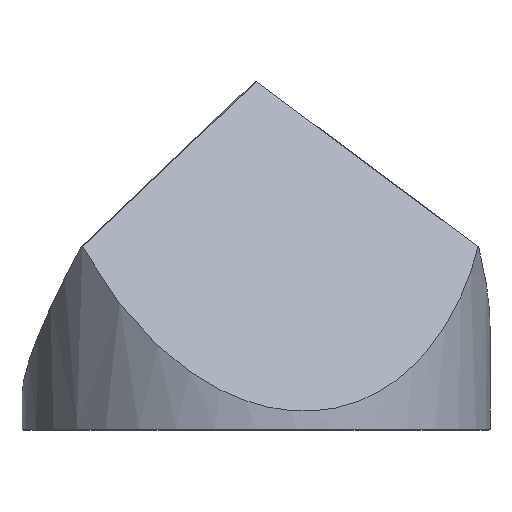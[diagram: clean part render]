
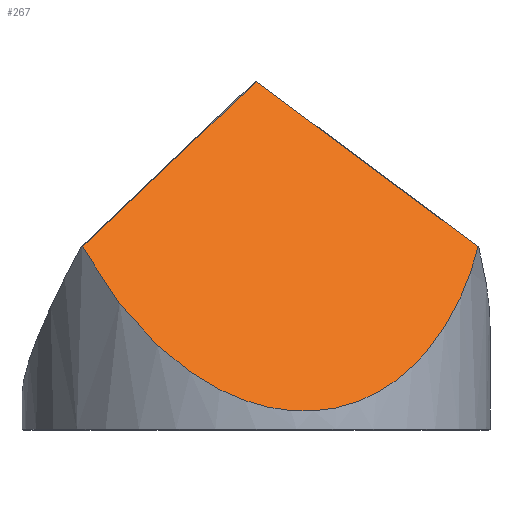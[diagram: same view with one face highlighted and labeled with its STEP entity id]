
A CAD part, front view. The second image highlights one B-rep face of the part: STEP entity #267.
In plain terms, the highlighted planar face has unit normal (0.168, -0.799, 0.577).
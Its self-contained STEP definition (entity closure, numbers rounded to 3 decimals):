
#5 = CARTESIAN_POINT ( 'NONE',  ( -14.132, -12.775, 14.913 ) ) ;
#19 = CARTESIAN_POINT ( 'NONE',  ( 2.767, -13.133, 9.49 ) ) ;
#21 = EDGE_CURVE ( 'NONE', #120, #171, #290, .T. ) ;
#34 = EDGE_CURVE ( 'NONE', #171, #289, #72, .T. ) ;
#54 = DIRECTION ( 'NONE',  ( 0.168, -0.799, 0.577 ) ) ;
#63 = DIRECTION ( 'NONE',  ( -0.776, 0.254, 0.577 ) ) ;
#72 =( BOUNDED_CURVE ( )  B_SPLINE_CURVE ( 3, ( #5, #223, #250, #281 ),
 .UNSPECIFIED., .F., .F. ) 
 B_SPLINE_CURVE_WITH_KNOTS ( ( 4, 4 ),
 ( 5.24, 7.327 ),
 .UNSPECIFIED. ) 
 CURVE ( )  GEOMETRIC_REPRESENTATION_ITEM ( )  RATIONAL_B_SPLINE_CURVE ( ( 1., 0.669, 0.669, 1. ) ) 
 REPRESENTATION_ITEM ( '' )  );
#82 = DIRECTION ( 'NONE',  ( 0., -0.586, -0.811 ) ) ;
#119 = CARTESIAN_POINT ( 'NONE',  ( 18.085, -5.986, 14.913 ) ) ;
#120 = VERTEX_POINT ( 'NONE', #155 ) ;
#123 = ORIENTED_EDGE ( 'NONE', *, *, #347, .T. ) ;
#155 = CARTESIAN_POINT ( 'NONE',  ( 0.017, -0.08, 28.355 ) ) ;
#171 = VERTEX_POINT ( 'NONE', #352 ) ;
#172 = CARTESIAN_POINT ( 'NONE',  ( 12.696, -4.224, 18.923 ) ) ;
#175 = EDGE_LOOP ( 'NONE', ( #123, #344, #205 ) ) ;
#205 = ORIENTED_EDGE ( 'NONE', *, *, #34, .T. ) ;
#207 = CARTESIAN_POINT ( 'NONE',  ( -9.912, -8.988, 18.923 ) ) ;
#211 = VECTOR ( 'NONE', #63, 1000. ) ;
#222 = DIRECTION ( 'NONE',  ( -0.608, -0.545, -0.577 ) ) ;
#223 = CARTESIAN_POINT ( 'NONE',  ( -3.128, -24.948, -5.141 ) ) ;
#250 = CARTESIAN_POINT ( 'NONE',  ( 12.929, -21.564, -5.141 ) ) ;
#258 = AXIS2_PLACEMENT_3D ( 'NONE', #19, #54, #82 ) ;
#267 = ADVANCED_FACE ( 'NONE', ( #328 ), #331, .T. ) ;
#281 = CARTESIAN_POINT ( 'NONE',  ( 18.085, -5.986, 14.913 ) ) ;
#284 = LINE ( 'NONE', #172, #211 ) ;
#289 = VERTEX_POINT ( 'NONE', #119 ) ;
#290 = LINE ( 'NONE', #207, #330 ) ;
#328 = FACE_OUTER_BOUND ( 'NONE', #175, .T. ) ;
#330 = VECTOR ( 'NONE', #222, 1000. ) ;
#331 = PLANE ( 'NONE',  #258 ) ;
#344 = ORIENTED_EDGE ( 'NONE', *, *, #21, .T. ) ;
#347 = EDGE_CURVE ( 'NONE', #289, #120, #284, .T. ) ;
#352 = CARTESIAN_POINT ( 'NONE',  ( -14.132, -12.775, 14.913 ) ) ;
